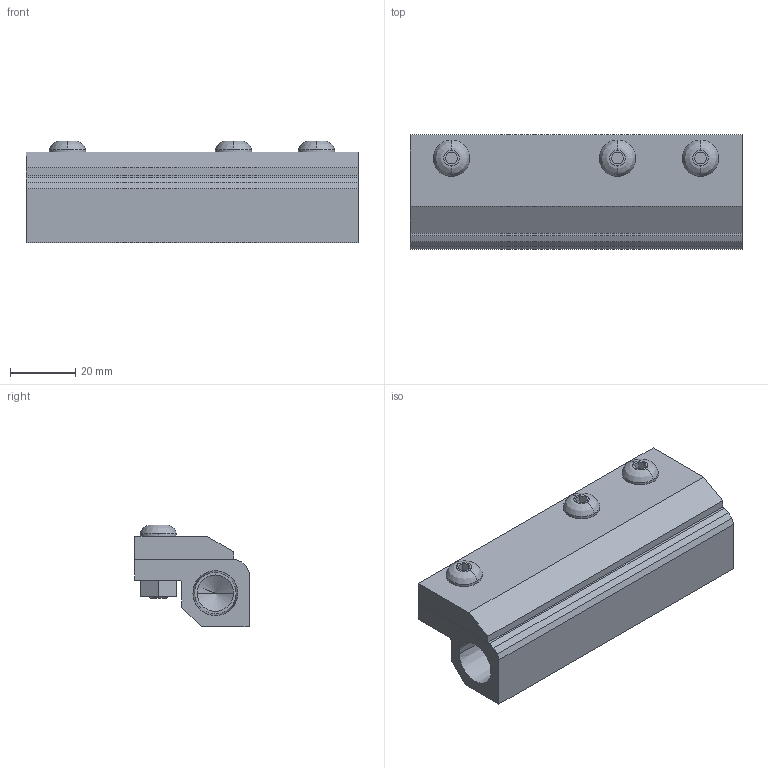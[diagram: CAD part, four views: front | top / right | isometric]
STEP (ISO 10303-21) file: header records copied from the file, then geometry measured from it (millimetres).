
FILE_DESCRIPTION(('STEP AP203'),'1');
FILE_NAME('2203.stp','2024-09-25T08:04:26',('TraceParts'),('TraceParts S.A.'),'Spatial InterOp 3D',' ',' ');
FILE_SCHEMA(('CONFIG_CONTROL_DESIGN'));
Length unit declared in the file: millimetre
Products named in the file (1): 1
Bounding box: 101.6 x 34.92 x 31.13 mm (x, y, z)
Volume: 66181.8 mm3; surface area: 24441.8 mm2
Topology: 8 solids, 8 shells, 130 faces, 310 edges, 204 vertices
Faces by surface type: bspline 60, plane 44, cylinder 22, cone 4
Entity records: 4400 total; most frequent: CARTESIAN_POINT 1447, ORIENTED_EDGE 618, DIRECTION 537, EDGE_CURVE 309, VERTEX_POINT 205, AXIS2_PLACEMENT_3D 179, LINE 179, VECTOR 179
